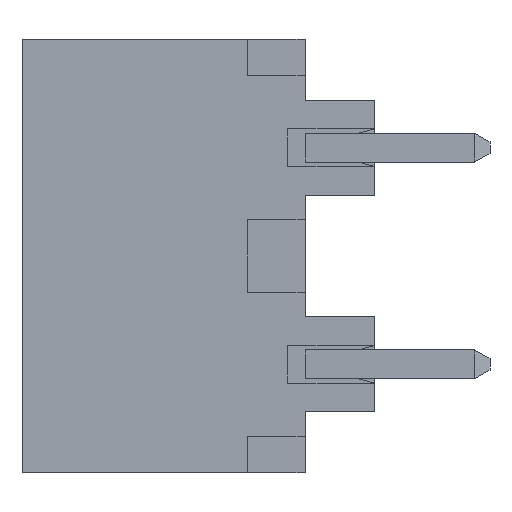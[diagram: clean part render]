
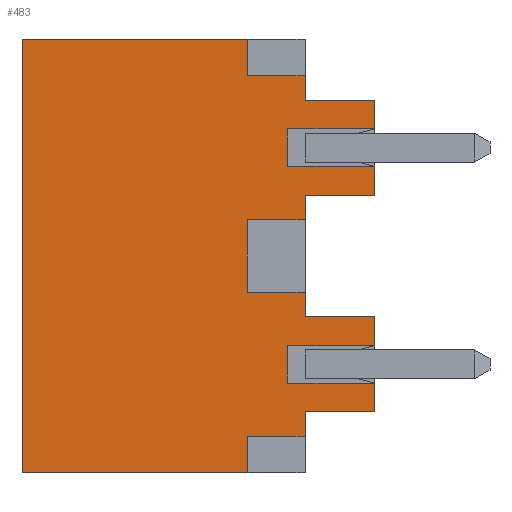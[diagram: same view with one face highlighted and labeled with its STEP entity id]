
A CAD part, front view. The second image highlights one B-rep face of the part: STEP entity #483.
In plain terms, the highlighted planar face has unit normal (0, -1, 0).
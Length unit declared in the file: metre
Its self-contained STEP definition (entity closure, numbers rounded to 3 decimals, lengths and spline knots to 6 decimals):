
#483=ADVANCED_FACE('',(#985),#986,.T.);
#985=FACE_OUTER_BOUND('',#1498,.T.);
#986=PLANE('',#1499);
#1498=EDGE_LOOP('',(#2881,#2882,#2883,#2884,#2885,#2886,#2887,#2888,#2889,#2890,#2891,#2892,#2893,#2894,#2895,#2896,#2897,#2898,#2899,#2900,#2901,#2902,#2903,#2904,#2905,#2906,#2907,#2908));
#1499=AXIS2_PLACEMENT_3D('',#2909,#2910,#2911);
#2881=ORIENTED_EDGE('',*,*,#3529,.T.);
#2882=ORIENTED_EDGE('',*,*,#3111,.F.);
#2883=ORIENTED_EDGE('',*,*,#3392,.T.);
#2884=ORIENTED_EDGE('',*,*,#3318,.T.);
#2885=ORIENTED_EDGE('',*,*,#3261,.F.);
#2886=ORIENTED_EDGE('',*,*,#3337,.F.);
#2887=ORIENTED_EDGE('',*,*,#3416,.T.);
#2888=ORIENTED_EDGE('',*,*,#3127,.T.);
#2889=ORIENTED_EDGE('',*,*,#3619,.T.);
#2890=ORIENTED_EDGE('',*,*,#3357,.F.);
#2891=ORIENTED_EDGE('',*,*,#3414,.T.);
#2892=ORIENTED_EDGE('',*,*,#3620,.T.);
#2893=ORIENTED_EDGE('',*,*,#3621,.T.);
#2894=ORIENTED_EDGE('',*,*,#3365,.T.);
#2895=ORIENTED_EDGE('',*,*,#3227,.T.);
#2896=ORIENTED_EDGE('',*,*,#3292,.T.);
#2897=ORIENTED_EDGE('',*,*,#3622,.T.);
#2898=ORIENTED_EDGE('',*,*,#3298,.F.);
#2899=ORIENTED_EDGE('',*,*,#3480,.F.);
#2900=ORIENTED_EDGE('',*,*,#3067,.T.);
#2901=ORIENTED_EDGE('',*,*,#3525,.F.);
#2902=ORIENTED_EDGE('',*,*,#3512,.F.);
#2903=ORIENTED_EDGE('',*,*,#3477,.F.);
#2904=ORIENTED_EDGE('',*,*,#3573,.T.);
#2905=ORIENTED_EDGE('',*,*,#3489,.T.);
#2906=ORIENTED_EDGE('',*,*,#3517,.T.);
#2907=ORIENTED_EDGE('',*,*,#3610,.T.);
#2908=ORIENTED_EDGE('',*,*,#3584,.T.);
#2909=CARTESIAN_POINT('',(0.194225,0.25621,-0.00508));
#2910=DIRECTION('',(0.0,-1.0,0.0));
#2911=DIRECTION('',(0.0,0.0,-1.0));
#3067=EDGE_CURVE('',#3655,#3659,#3661,.T.);
#3111=EDGE_CURVE('',#3740,#3742,#3743,.T.);
#3127=EDGE_CURVE('',#3771,#3769,#3772,.T.);
#3227=EDGE_CURVE('',#3931,#3935,#3937,.T.);
#3261=EDGE_CURVE('',#3987,#3988,#3989,.T.);
#3292=EDGE_CURVE('',#3935,#4033,#4035,.T.);
#3298=EDGE_CURVE('',#4041,#4043,#4044,.T.);
#3318=EDGE_CURVE('',#4071,#3988,#4073,.T.);
#3337=EDGE_CURVE('',#4098,#3987,#4100,.T.);
#3357=EDGE_CURVE('',#4124,#4126,#4127,.T.);
#3365=EDGE_CURVE('',#4136,#3931,#4138,.T.);
#3392=EDGE_CURVE('',#3740,#4071,#4175,.T.);
#3414=EDGE_CURVE('',#4124,#4199,#4201,.T.);
#3416=EDGE_CURVE('',#4098,#3771,#4203,.T.);
#3477=EDGE_CURVE('',#4283,#4285,#4286,.T.);
#3480=EDGE_CURVE('',#3655,#4041,#4290,.T.);
#3489=EDGE_CURVE('',#4306,#4304,#4307,.T.);
#3512=EDGE_CURVE('',#4285,#4345,#4346,.T.);
#3517=EDGE_CURVE('',#4304,#4351,#4353,.T.);
#3525=EDGE_CURVE('',#4345,#3659,#4361,.T.);
#3529=EDGE_CURVE('',#4366,#3742,#4367,.T.);
#3573=EDGE_CURVE('',#4283,#4306,#4423,.T.);
#3584=EDGE_CURVE('',#4436,#4366,#4437,.T.);
#3610=EDGE_CURVE('',#4351,#4436,#4466,.T.);
#3619=EDGE_CURVE('',#3769,#4126,#4476,.T.);
#3620=EDGE_CURVE('',#4199,#4477,#4478,.T.);
#3621=EDGE_CURVE('',#4477,#4136,#4479,.T.);
#3622=EDGE_CURVE('',#4033,#4043,#4480,.T.);
#3655=VERTEX_POINT('',#4543);
#3659=VERTEX_POINT('',#4549);
#3661=LINE('',#4552,#4553);
#3740=VERTEX_POINT('',#4666);
#3742=VERTEX_POINT('',#4669);
#3743=LINE('',#4670,#4671);
#3769=VERTEX_POINT('',#4706);
#3771=VERTEX_POINT('',#4709);
#3772=LINE('',#4710,#4711);
#3931=VERTEX_POINT('',#4944);
#3935=VERTEX_POINT('',#4950);
#3937=LINE('',#4953,#4954);
#3987=VERTEX_POINT('',#5025);
#3988=VERTEX_POINT('',#5026);
#3989=LINE('',#5027,#5028);
#4033=VERTEX_POINT('',#5094);
#4035=LINE('',#5097,#5098);
#4041=VERTEX_POINT('',#5106);
#4043=VERTEX_POINT('',#5109);
#4044=LINE('',#5110,#5111);
#4071=VERTEX_POINT('',#5151);
#4073=LINE('',#5154,#5155);
#4098=VERTEX_POINT('',#5193);
#4100=LINE('',#5196,#5197);
#4124=VERTEX_POINT('',#5232);
#4126=VERTEX_POINT('',#5235);
#4127=LINE('',#5236,#5237);
#4136=VERTEX_POINT('',#5252);
#4138=LINE('',#5255,#5256);
#4175=LINE('',#5311,#5312);
#4199=VERTEX_POINT('',#5347);
#4201=LINE('',#5350,#5351);
#4203=LINE('',#5354,#5355);
#4283=VERTEX_POINT('',#5469);
#4285=VERTEX_POINT('',#5472);
#4286=LINE('',#5473,#5474);
#4290=LINE('',#5480,#5481);
#4304=VERTEX_POINT('',#5500);
#4306=VERTEX_POINT('',#5503);
#4307=LINE('',#5504,#5505);
#4345=VERTEX_POINT('',#5561);
#4346=LINE('',#5562,#5563);
#4351=VERTEX_POINT('',#5570);
#4353=LINE('',#5573,#5574);
#4361=LINE('',#5586,#5587);
#4366=VERTEX_POINT('',#5593);
#4367=LINE('',#5594,#5595);
#4423=LINE('',#5680,#5681);
#4436=VERTEX_POINT('',#5701);
#4437=LINE('',#5702,#5703);
#4466=LINE('',#5745,#5746);
#4476=LINE('',#5758,#5759);
#4477=VERTEX_POINT('',#5760);
#4478=LINE('',#5761,#5762);
#4479=LINE('',#5763,#5764);
#4480=LINE('',#5765,#5766);
#4543=CARTESIAN_POINT('',(0.206425,0.25621,0.04253));
#4549=CARTESIAN_POINT('',(0.203425,0.25621,0.04253));
#4552=CARTESIAN_POINT('',(0.194225,0.25621,0.04253));
#4553=VECTOR('',#5802,1.0);
#4666=CARTESIAN_POINT('',(0.202025,0.25621,0.03193));
#4669=CARTESIAN_POINT('',(0.194225,0.25621,0.03193));
#4670=CARTESIAN_POINT('',(0.194225,0.25621,0.03193));
#4671=VECTOR('',#5844,1.0);
#4706=CARTESIAN_POINT('',(0.203425,0.25621,0.03503));
#4709=CARTESIAN_POINT('',(0.206425,0.25621,0.03503));
#4710=CARTESIAN_POINT('',(0.194225,0.25621,0.03503));
#4711=VECTOR('',#5861,1.0);
#4944=CARTESIAN_POINT('',(0.202025,0.25621,0.03818));
#4950=CARTESIAN_POINT('',(0.202025,0.25621,0.04068));
#4953=CARTESIAN_POINT('',(0.202025,0.25621,0.02492));
#4954=VECTOR('',#5945,1.0);
#5025=CARTESIAN_POINT('',(0.204025,0.25621,0.03404));
#5026=CARTESIAN_POINT('',(0.204025,0.25621,0.03318));
#5027=CARTESIAN_POINT('',(0.204025,0.25621,0.03314));
#5028=VECTOR('',#5976,1.0);
#5094=CARTESIAN_POINT('',(0.204025,0.25621,0.04068));
#5097=CARTESIAN_POINT('',(0.194225,0.25621,0.04068));
#5098=VECTOR('',#6000,1.0);
#5106=CARTESIAN_POINT('',(0.206425,0.25621,0.04154));
#5109=CARTESIAN_POINT('',(0.204025,0.25621,0.04154));
#5110=CARTESIAN_POINT('',(0.194225,0.25621,0.04154));
#5111=VECTOR('',#6004,1.0);
#5151=CARTESIAN_POINT('',(0.202025,0.25621,0.03318));
#5154=CARTESIAN_POINT('',(0.194225,0.25621,0.03318));
#5155=VECTOR('',#6019,1.0);
#5193=CARTESIAN_POINT('',(0.206425,0.25621,0.03404));
#5196=CARTESIAN_POINT('',(0.194225,0.25621,0.03404));
#5197=VECTOR('',#6034,1.0);
#5232=CARTESIAN_POINT('',(0.206425,0.25621,0.03633));
#5235=CARTESIAN_POINT('',(0.203425,0.25621,0.03633));
#5236=CARTESIAN_POINT('',(0.194225,0.25621,0.03633));
#5237=VECTOR('',#6050,1.0);
#5252=CARTESIAN_POINT('',(0.204025,0.25621,0.03818));
#5255=CARTESIAN_POINT('',(0.194225,0.25621,0.03818));
#5256=VECTOR('',#6055,1.0);
#5311=CARTESIAN_POINT('',(0.202025,0.25621,0.02492));
#5312=VECTOR('',#6074,1.0);
#5347=CARTESIAN_POINT('',(0.206425,0.25621,0.03732));
#5350=CARTESIAN_POINT('',(0.206425,0.25621,0.03314));
#5351=VECTOR('',#6090,1.0);
#5354=CARTESIAN_POINT('',(0.206425,0.25621,0.03314));
#5355=VECTOR('',#6092,1.0);
#5469=CARTESIAN_POINT('',(0.206425,0.25621,0.04482));
#5472=CARTESIAN_POINT('',(0.206425,0.25621,0.04383));
#5473=CARTESIAN_POINT('',(0.206425,0.25621,0.04572));
#5474=VECTOR('',#6140,1.0);
#5480=CARTESIAN_POINT('',(0.206425,0.25621,0.04572));
#5481=VECTOR('',#6143,1.0);
#5500=CARTESIAN_POINT('',(0.204025,0.25621,0.04568));
#5503=CARTESIAN_POINT('',(0.204025,0.25621,0.04482));
#5504=CARTESIAN_POINT('',(0.204025,0.25621,0.04572));
#5505=VECTOR('',#6150,1.0);
#5561=CARTESIAN_POINT('',(0.203425,0.25621,0.04383));
#5562=CARTESIAN_POINT('',(0.194225,0.25621,0.04383));
#5563=VECTOR('',#6169,1.0);
#5570=CARTESIAN_POINT('',(0.202025,0.25621,0.04568));
#5573=CARTESIAN_POINT('',(0.194225,0.25621,0.04568));
#5574=VECTOR('',#6173,1.0);
#5586=CARTESIAN_POINT('',(0.203425,0.25621,0.04253));
#5587=VECTOR('',#6178,1.0);
#5593=CARTESIAN_POINT('',(0.194225,0.25621,0.04693));
#5594=CARTESIAN_POINT('',(0.194225,0.25621,-0.00508));
#5595=VECTOR('',#6183,1.0);
#5680=CARTESIAN_POINT('',(0.194225,0.25621,0.04482));
#5681=VECTOR('',#6216,1.0);
#5701=CARTESIAN_POINT('',(0.202025,0.25621,0.04693));
#5702=CARTESIAN_POINT('',(0.194225,0.25621,0.04693));
#5703=VECTOR('',#6224,1.0);
#5745=CARTESIAN_POINT('',(0.202025,0.25621,-0.00508));
#5746=VECTOR('',#6241,1.0);
#5758=CARTESIAN_POINT('',(0.203425,0.25621,0.03633));
#5759=VECTOR('',#6247,1.0);
#5760=CARTESIAN_POINT('',(0.204025,0.25621,0.03732));
#5761=CARTESIAN_POINT('',(0.194225,0.25621,0.03732));
#5762=VECTOR('',#6248,1.0);
#5763=CARTESIAN_POINT('',(0.204025,0.25621,0.04572));
#5764=VECTOR('',#6249,1.0);
#5765=CARTESIAN_POINT('',(0.204025,0.25621,0.04572));
#5766=VECTOR('',#6250,1.0);
#5802=DIRECTION('',(-1.0,0.0,0.0));
#5844=DIRECTION('',(-1.0,0.0,0.0));
#5861=DIRECTION('',(-1.0,0.0,0.0));
#5945=DIRECTION('',(0.0,0.0,1.0));
#5976=DIRECTION('',(0.0,0.0,-1.0));
#6000=DIRECTION('',(1.0,0.0,0.0));
#6004=DIRECTION('',(-1.0,0.0,0.0));
#6019=DIRECTION('',(1.0,0.0,0.0));
#6034=DIRECTION('',(-1.0,0.0,0.0));
#6050=DIRECTION('',(-1.0,0.0,0.0));
#6055=DIRECTION('',(-1.0,0.0,0.0));
#6074=DIRECTION('',(0.0,0.0,1.0));
#6090=DIRECTION('',(-0.0,-0.0,1.0));
#6092=DIRECTION('',(-0.0,-0.0,1.0));
#6140=DIRECTION('',(-0.0,-0.0,-1.0));
#6143=DIRECTION('',(-0.0,-0.0,-1.0));
#6150=DIRECTION('',(-0.0,0.0,1.0));
#6169=DIRECTION('',(-1.0,0.0,0.0));
#6173=DIRECTION('',(-1.0,0.0,0.0));
#6178=DIRECTION('',(0.0,0.0,-1.0));
#6183=DIRECTION('',(-0.0,-0.0,-1.0));
#6216=DIRECTION('',(-1.0,0.0,0.0));
#6224=DIRECTION('',(-1.0,0.0,0.0));
#6241=DIRECTION('',(0.0,0.0,1.0));
#6247=DIRECTION('',(0.0,0.0,1.0));
#6248=DIRECTION('',(-1.0,0.0,0.0));
#6249=DIRECTION('',(-0.0,0.0,1.0));
#6250=DIRECTION('',(-0.0,0.0,1.0));
